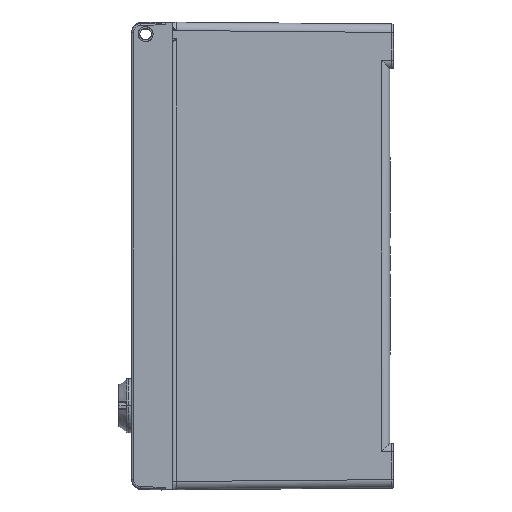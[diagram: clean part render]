
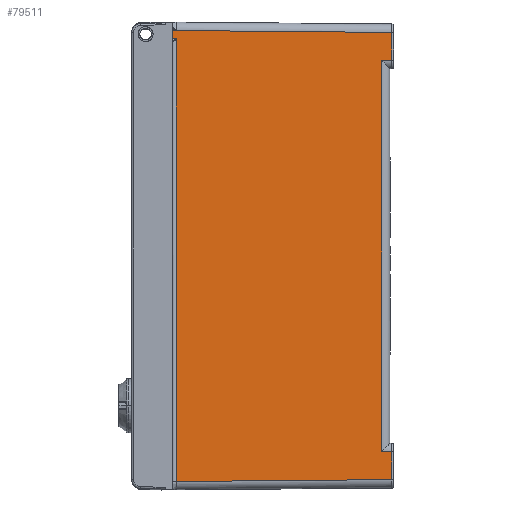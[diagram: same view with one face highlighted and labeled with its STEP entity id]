
A CAD part, left-side view. The second image highlights one B-rep face of the part: STEP entity #79511.
In plain terms, the highlighted planar face has unit normal (-1, -0.018, 0).
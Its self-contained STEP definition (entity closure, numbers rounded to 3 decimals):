
#2447=CARTESIAN_POINT('',(-136.587,-1.017,
104.509));
#2484=CARTESIAN_POINT('',(-136.682,4.421,104.414));
#2496=DIRECTION('',(0.,0.,1.));
#2497=VECTOR('',#2496,208.828);
#2498=CARTESIAN_POINT('',(-136.682,4.421,
-104.414));
#2499=LINE('',#2498,#2497);
#2510=CARTESIAN_POINT('',(-136.587,-1.017,
-104.509));
#2515=CARTESIAN_POINT('',(-136.682,4.421,
-104.414));
#28924=CARTESIAN_POINT('',(-138.596,114.037,
120.448));
#28943=CARTESIAN_POINT('',(-136.587,-1.017,
119.444));
#28963=DIRECTION('',(0.,0.,1.));
#28964=VECTOR('',#28963,14.936);
#28965=CARTESIAN_POINT('',(-136.587,-1.017,
104.509));
#28966=LINE('',#28965,#28964);
#28978=DIRECTION('',(0.,0.001,1.));
#28979=VECTOR('',#28978,4.147);
#28980=CARTESIAN_POINT('',(-138.761,123.505,
116.136));
#28981=LINE('',#28980,#28979);
#28985=DIRECTION('',(0.017,-1.,0.017));
#28986=VECTOR('',#28985,9.475);
#28987=CARTESIAN_POINT('',(-138.761,123.508,
120.283));
#28988=LINE('',#28987,#28986);
#28992=DIRECTION('',(0.017,-1.,-0.009));
#28993=VECTOR('',#28992,115.076);
#28994=CARTESIAN_POINT('',(-138.596,114.037,
120.448));
#28995=LINE('',#28994,#28993);
#28999=DIRECTION('',(-0.017,1.,-0.017));
#29000=VECTOR('',#28999,5.441);
#29001=CARTESIAN_POINT('',(-136.587,-1.017,
104.509));
#29002=LINE('',#29001,#29000);
#29006=DIRECTION('',(0.017,-1.,-0.017));
#29007=VECTOR('',#29006,5.441);
#29008=CARTESIAN_POINT('',(-136.682,4.421,
-104.414));
#29009=LINE('',#29008,#29007);
#29013=DIRECTION('',(-0.017,1.,-0.009));
#29014=VECTOR('',#29013,115.074);
#29015=CARTESIAN_POINT('',(-136.587,-1.017,
-119.444));
#29016=LINE('',#29015,#29014);
#29020=DIRECTION('',(-0.017,1.,0.017));
#29021=VECTOR('',#29020,9.473);
#29022=CARTESIAN_POINT('',(-138.596,114.035,
115.971));
#29023=LINE('',#29022,#29021);
#29054=DIRECTION('',(0.,0.,1.));
#29055=VECTOR('',#29054,14.936);
#29056=CARTESIAN_POINT('',(-136.587,-1.017,
-119.444));
#29057=LINE('',#29056,#29055);
#29069=CARTESIAN_POINT('',(-136.587,-1.017,
-119.444));
#29154=DIRECTION('',(0.,0.,-1.));
#29155=VECTOR('',#29154,236.419);
#29156=CARTESIAN_POINT('',(-138.596,114.035,
115.971));
#29157=LINE('',#29156,#29155);
#34600=VERTEX_POINT('',#2447);
#34607=VERTEX_POINT('',#2484);
#34608=VERTEX_POINT('',#2515);
#34610=VERTEX_POINT('',#2510);
#34666=VERTEX_POINT('',#29069);
#37641=CARTESIAN_POINT('',(-138.761,123.507,
116.136));
#37642=VERTEX_POINT('',#37641);
#37644=CARTESIAN_POINT('',(-138.761,123.509,
120.283));
#37645=VERTEX_POINT('',#37644);
#37653=VERTEX_POINT('',#28924);
#37654=VERTEX_POINT('',#28943);
#37655=CARTESIAN_POINT('',(-138.596,114.035,
-120.448));
#37656=VERTEX_POINT('',#37655);
#37657=CARTESIAN_POINT('',(-138.596,114.035,
115.971));
#37658=VERTEX_POINT('',#37657);
#79488=CARTESIAN_POINT('',(-138.63,116.,-129.97));
#79489=DIRECTION('',(-1.,-0.017,0.));
#79490=DIRECTION('',(0.,0.,-1.));
#79491=AXIS2_PLACEMENT_3D('',#79488,#79489,#79490);
#79492=PLANE('',#79491);
#79493=ORIENTED_EDGE('',*,*,#79085,.T.);
#79495=ORIENTED_EDGE('',*,*,#79494,.T.);
#79496=ORIENTED_EDGE('',*,*,#79436,.T.);
#79497=ORIENTED_EDGE('',*,*,#79475,.F.);
#79498=ORIENTED_EDGE('',*,*,#39447,.T.);
#79499=ORIENTED_EDGE('',*,*,#39467,.F.);
#79500=ORIENTED_EDGE('',*,*,#39487,.T.);
#79502=ORIENTED_EDGE('',*,*,#79501,.F.);
#79504=ORIENTED_EDGE('',*,*,#79503,.T.);
#79506=ORIENTED_EDGE('',*,*,#79505,.F.);
#79508=ORIENTED_EDGE('',*,*,#79507,.T.);
#79509=EDGE_LOOP('',(#79493,#79495,#79496,#79497,#79498,#79499,#79500,#79502,
#79504,#79506,#79508));
#79510=FACE_OUTER_BOUND('',#79509,.F.);
#39447=EDGE_CURVE('',#34600,#34607,#29002,.T.);
#39467=EDGE_CURVE('',#34608,#34607,#2499,.T.);
#39487=EDGE_CURVE('',#34608,#34610,#29009,.T.);
#79085=EDGE_CURVE('',#37642,#37645,#28981,.T.);
#79436=EDGE_CURVE('',#37653,#37654,#28995,.T.);
#79475=EDGE_CURVE('',#34600,#37654,#28966,.T.);
#79494=EDGE_CURVE('',#37645,#37653,#28988,.T.);
#79501=EDGE_CURVE('',#34666,#34610,#29057,.T.);
#79503=EDGE_CURVE('',#34666,#37656,#29016,.T.);
#79505=EDGE_CURVE('',#37658,#37656,#29157,.T.);
#79507=EDGE_CURVE('',#37658,#37642,#29023,.T.);
#79511=ADVANCED_FACE('',(#79510),#79492,.T.);
